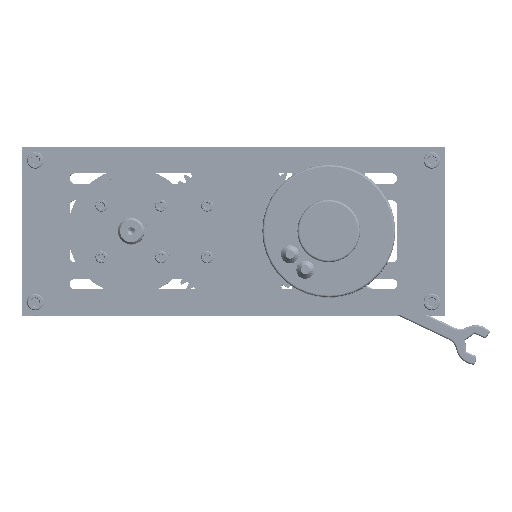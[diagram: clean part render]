
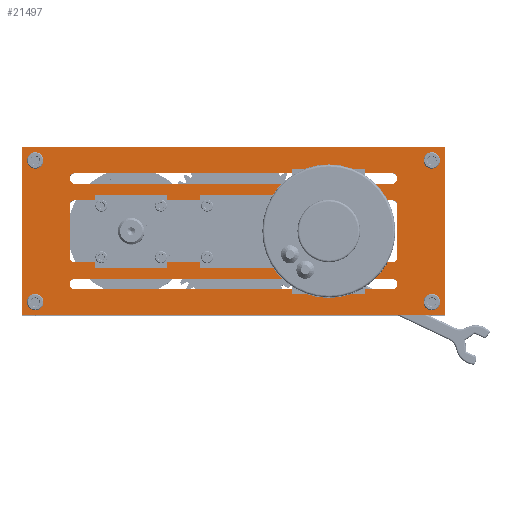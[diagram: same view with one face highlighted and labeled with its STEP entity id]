
A CAD part, top view. The second image highlights one B-rep face of the part: STEP entity #21497.
In plain terms, the highlighted face is planar.
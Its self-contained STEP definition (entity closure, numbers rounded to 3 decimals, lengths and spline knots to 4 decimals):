
#1356=FACE_BOUND($,#3427,.T.);
#1357=FACE_BOUND($,#3428,.T.);
#1358=FACE_BOUND($,#3429,.T.);
#1359=FACE_BOUND($,#3430,.T.);
#1360=FACE_BOUND($,#3431,.T.);
#1361=FACE_BOUND($,#3432,.T.);
#1362=FACE_BOUND($,#3433,.T.);
#1363=FACE_BOUND($,#3434,.T.);
#1832=PLANE($,#22852);
#3427=EDGE_LOOP($,(#14427,#14428,#14429,#14430,#14431,#14432,#14433,#14434));
#3428=EDGE_LOOP($,(#14435,#14436,#14437,#14438));
#3429=EDGE_LOOP($,(#14439,#14440,#14441,#14442));
#3430=EDGE_LOOP($,(#14443));
#3431=EDGE_LOOP($,(#14444));
#3432=EDGE_LOOP($,(#14445));
#3433=EDGE_LOOP($,(#14446));
#3434=EDGE_LOOP($,(#14447,#14448,#14449,#14450));
#5084=LINE($,#32440,#6202);
#5088=LINE($,#32452,#6206);
#5092=LINE($,#32464,#6210);
#5096=LINE($,#32474,#6214);
#5099=LINE($,#32482,#6217);
#5103=LINE($,#32494,#6221);
#5107=LINE($,#32506,#6225);
#5111=LINE($,#32518,#6229);
#5115=LINE($,#32550,#6233);
#5119=LINE($,#32557,#6237);
#5122=LINE($,#32563,#6240);
#5124=LINE($,#32566,#6242);
#6202=VECTOR($,#25651,0.98);
#6206=VECTOR($,#25663,6.);
#6210=VECTOR($,#25675,0.98);
#6214=VECTOR($,#25687,6.);
#6217=VECTOR($,#25692,6.);
#6221=VECTOR($,#25704,6.);
#6225=VECTOR($,#25716,6.);
#6229=VECTOR($,#25728,6.);
#6233=VECTOR($,#25764,3.18);
#6237=VECTOR($,#25770,8.);
#6240=VECTOR($,#25775,3.18);
#6242=VECTOR($,#25779,8.);
#7318=CIRCLE($,#22806,0.1);
#7320=CIRCLE($,#22810,0.1);
#7322=CIRCLE($,#22814,0.1);
#7324=CIRCLE($,#22818,0.1);
#7326=CIRCLE($,#22823,0.1);
#7328=CIRCLE($,#22827,0.1);
#7330=CIRCLE($,#22831,0.1);
#7332=CIRCLE($,#22835,0.1);
#7334=CIRCLE($,#22838,0.1005);
#7336=CIRCLE($,#22841,0.1005);
#7338=CIRCLE($,#22844,0.1005);
#7340=CIRCLE($,#22847,0.1005);
#8749=VERTEX_POINT($,#32431);
#8750=VERTEX_POINT($,#32433);
#8752=VERTEX_POINT($,#32439);
#8754=VERTEX_POINT($,#32445);
#8756=VERTEX_POINT($,#32451);
#8758=VERTEX_POINT($,#32457);
#8760=VERTEX_POINT($,#32463);
#8762=VERTEX_POINT($,#32469);
#8765=VERTEX_POINT($,#32479);
#8766=VERTEX_POINT($,#32481);
#8768=VERTEX_POINT($,#32487);
#8770=VERTEX_POINT($,#32493);
#8773=VERTEX_POINT($,#32503);
#8774=VERTEX_POINT($,#32505);
#8776=VERTEX_POINT($,#32511);
#8778=VERTEX_POINT($,#32517);
#8780=VERTEX_POINT($,#32526);
#8782=VERTEX_POINT($,#32531);
#8784=VERTEX_POINT($,#32536);
#8786=VERTEX_POINT($,#32541);
#8789=VERTEX_POINT($,#32547);
#8790=VERTEX_POINT($,#32549);
#8792=VERTEX_POINT($,#32555);
#8794=VERTEX_POINT($,#32561);
#11114=EDGE_CURVE($,#8750,#8749,#7318,.T.);
#11117=EDGE_CURVE($,#8752,#8750,#5084,.T.);
#11120=EDGE_CURVE($,#8754,#8752,#7320,.T.);
#11123=EDGE_CURVE($,#8756,#8754,#5088,.T.);
#11126=EDGE_CURVE($,#8758,#8756,#7322,.T.);
#11129=EDGE_CURVE($,#8760,#8758,#5092,.T.);
#11132=EDGE_CURVE($,#8762,#8760,#7324,.T.);
#11135=EDGE_CURVE($,#8749,#8762,#5096,.T.);
#11138=EDGE_CURVE($,#8766,#8765,#5099,.T.);
#11141=EDGE_CURVE($,#8768,#8766,#7326,.T.);
#11144=EDGE_CURVE($,#8770,#8768,#5103,.T.);
#11147=EDGE_CURVE($,#8765,#8770,#7328,.T.);
#11150=EDGE_CURVE($,#8774,#8773,#5107,.T.);
#11153=EDGE_CURVE($,#8776,#8774,#7330,.T.);
#11156=EDGE_CURVE($,#8778,#8776,#5111,.T.);
#11159=EDGE_CURVE($,#8773,#8778,#7332,.T.);
#11161=EDGE_CURVE($,#8780,#8780,#7334,.T.);
#11163=EDGE_CURVE($,#8782,#8782,#7336,.T.);
#11165=EDGE_CURVE($,#8784,#8784,#7338,.T.);
#11167=EDGE_CURVE($,#8786,#8786,#7340,.T.);
#11170=EDGE_CURVE($,#8789,#8790,#5115,.T.);
#11174=EDGE_CURVE($,#8792,#8789,#5119,.T.);
#11177=EDGE_CURVE($,#8794,#8792,#5122,.T.);
#11179=EDGE_CURVE($,#8790,#8794,#5124,.T.);
#14427=ORIENTED_EDGE($,*,*,#11114,.T.);
#14428=ORIENTED_EDGE($,*,*,#11135,.T.);
#14429=ORIENTED_EDGE($,*,*,#11132,.T.);
#14430=ORIENTED_EDGE($,*,*,#11129,.T.);
#14431=ORIENTED_EDGE($,*,*,#11126,.T.);
#14432=ORIENTED_EDGE($,*,*,#11123,.T.);
#14433=ORIENTED_EDGE($,*,*,#11120,.T.);
#14434=ORIENTED_EDGE($,*,*,#11117,.T.);
#14435=ORIENTED_EDGE($,*,*,#11138,.T.);
#14436=ORIENTED_EDGE($,*,*,#11147,.T.);
#14437=ORIENTED_EDGE($,*,*,#11144,.T.);
#14438=ORIENTED_EDGE($,*,*,#11141,.T.);
#14439=ORIENTED_EDGE($,*,*,#11150,.T.);
#14440=ORIENTED_EDGE($,*,*,#11159,.T.);
#14441=ORIENTED_EDGE($,*,*,#11156,.T.);
#14442=ORIENTED_EDGE($,*,*,#11153,.T.);
#14443=ORIENTED_EDGE($,*,*,#11161,.T.);
#14444=ORIENTED_EDGE($,*,*,#11163,.T.);
#14445=ORIENTED_EDGE($,*,*,#11165,.T.);
#14446=ORIENTED_EDGE($,*,*,#11167,.T.);
#14447=ORIENTED_EDGE($,*,*,#11179,.F.);
#14448=ORIENTED_EDGE($,*,*,#11170,.F.);
#14449=ORIENTED_EDGE($,*,*,#11174,.F.);
#14450=ORIENTED_EDGE($,*,*,#11177,.F.);
#21497=ADVANCED_FACE($,(#1356,#1357,#1358,#1359,#1360,#1361,#1362,#1363),
#1832,.F.);
#22806=AXIS2_PLACEMENT_3D($,#32434,#25645,#25646);
#22810=AXIS2_PLACEMENT_3D($,#32446,#25657,#25658);
#22814=AXIS2_PLACEMENT_3D($,#32458,#25669,#25670);
#22818=AXIS2_PLACEMENT_3D($,#32470,#25681,#25682);
#22823=AXIS2_PLACEMENT_3D($,#32488,#25698,#25699);
#22827=AXIS2_PLACEMENT_3D($,#32498,#25710,#25711);
#22831=AXIS2_PLACEMENT_3D($,#32512,#25722,#25723);
#22835=AXIS2_PLACEMENT_3D($,#32522,#25734,#25735);
#22838=AXIS2_PLACEMENT_3D($,#32527,#25740,#25741);
#22841=AXIS2_PLACEMENT_3D($,#32532,#25746,#25747);
#22844=AXIS2_PLACEMENT_3D($,#32537,#25752,#25753);
#22847=AXIS2_PLACEMENT_3D($,#32542,#25758,#25759);
#22852=AXIS2_PLACEMENT_3D($,#32567,#25780,#25781);
#25645=DIRECTION('center_axis',(0.,0.,1.));
#25646=DIRECTION('ref_axis',(-1.,0.,0.));
#25651=DIRECTION($,(0.,1.,0.));
#25657=DIRECTION('center_axis',(0.,0.,1.));
#25658=DIRECTION('ref_axis',(0.,1.,0.));
#25663=DIRECTION($,(1.,0.,0.));
#25669=DIRECTION('center_axis',(0.,0.,1.));
#25670=DIRECTION('ref_axis',(1.,0.,0.));
#25675=DIRECTION($,(0.,-1.,0.));
#25681=DIRECTION('center_axis',(0.,0.,1.));
#25682=DIRECTION('ref_axis',(0.,-1.,0.));
#25687=DIRECTION($,(-1.,0.,0.));
#25692=DIRECTION($,(1.,0.,0.));
#25698=DIRECTION('center_axis',(0.,0.,1.));
#25699=DIRECTION('ref_axis',(0.,1.,0.));
#25704=DIRECTION($,(-1.,0.,0.));
#25710=DIRECTION('center_axis',(0.,0.,1.));
#25711=DIRECTION('ref_axis',(0.,-1.,0.));
#25716=DIRECTION($,(-1.,0.,0.));
#25722=DIRECTION('center_axis',(0.,0.,1.));
#25723=DIRECTION('ref_axis',(0.,1.,0.));
#25728=DIRECTION($,(1.,0.,0.));
#25734=DIRECTION('center_axis',(0.,0.,1.));
#25735=DIRECTION('ref_axis',(0.,-1.,0.));
#25740=DIRECTION('center_axis',(0.,0.,1.));
#25741=DIRECTION('ref_axis',(-1.,0.,0.));
#25746=DIRECTION('center_axis',(0.,0.,1.));
#25747=DIRECTION('ref_axis',(-1.,0.,0.));
#25752=DIRECTION('center_axis',(0.,0.,1.));
#25753=DIRECTION('ref_axis',(-1.,0.,0.));
#25758=DIRECTION('center_axis',(0.,0.,1.));
#25759=DIRECTION('ref_axis',(-1.,0.,0.));
#25764=DIRECTION($,(0.,-1.,0.));
#25770=DIRECTION($,(-1.,0.,0.));
#25775=DIRECTION($,(0.,1.,0.));
#25779=DIRECTION($,(1.,0.,0.));
#25780=DIRECTION('center_axis',(0.,0.,1.));
#25781=DIRECTION('ref_axis',(1.,0.,0.));
#32431=CARTESIAN_POINT('',(7.,2.18,0.));
#32433=CARTESIAN_POINT('',(7.1,2.08,0.));
#32434=CARTESIAN_POINT('Origin',(7.,2.08,0.));
#32439=CARTESIAN_POINT('',(7.1,1.1,0.));
#32440=CARTESIAN_POINT($,(7.1,1.835,0.));
#32445=CARTESIAN_POINT('',(7.,1.,0.));
#32446=CARTESIAN_POINT('Origin',(7.,1.1,0.));
#32451=CARTESIAN_POINT('',(1.,1.,0.));
#32452=CARTESIAN_POINT($,(5.5,1.,0.));
#32457=CARTESIAN_POINT('',(0.9,1.1,0.));
#32458=CARTESIAN_POINT('Origin',(1.,1.1,0.));
#32463=CARTESIAN_POINT('',(0.9,2.08,0.));
#32464=CARTESIAN_POINT($,(0.9,1.345,0.));
#32469=CARTESIAN_POINT('',(1.,2.18,0.));
#32470=CARTESIAN_POINT('Origin',(1.,2.08,0.));
#32474=CARTESIAN_POINT($,(2.5,2.18,0.));
#32479=CARTESIAN_POINT('',(7.,2.49,0.));
#32481=CARTESIAN_POINT('',(1.,2.49,0.));
#32482=CARTESIAN_POINT($,(5.5,2.49,0.));
#32487=CARTESIAN_POINT('',(1.,2.69,0.));
#32488=CARTESIAN_POINT('Origin',(1.,2.59,0.));
#32493=CARTESIAN_POINT('',(7.,2.69,0.));
#32494=CARTESIAN_POINT($,(2.5,2.69,0.));
#32498=CARTESIAN_POINT('Origin',(7.,2.59,0.));
#32503=CARTESIAN_POINT('',(1.,0.69,0.));
#32505=CARTESIAN_POINT('',(7.,0.69,0.));
#32506=CARTESIAN_POINT($,(2.5,0.69,0.));
#32511=CARTESIAN_POINT('',(7.,0.49,0.));
#32512=CARTESIAN_POINT('Origin',(7.,0.59,0.));
#32517=CARTESIAN_POINT('',(1.,0.49,0.));
#32518=CARTESIAN_POINT($,(5.5,0.49,0.));
#32522=CARTESIAN_POINT('Origin',(1.,0.59,0.));
#32526=CARTESIAN_POINT('',(0.3505,2.93,0.));
#32527=CARTESIAN_POINT('Origin',(0.25,2.93,0.));
#32531=CARTESIAN_POINT('',(7.8505,2.93,0.));
#32532=CARTESIAN_POINT('Origin',(7.75,2.93,0.));
#32536=CARTESIAN_POINT('',(7.8505,0.25,0.));
#32537=CARTESIAN_POINT('Origin',(7.75,0.25,0.));
#32541=CARTESIAN_POINT('',(0.3505,0.25,0.));
#32542=CARTESIAN_POINT('Origin',(0.25,0.25,0.));
#32547=CARTESIAN_POINT('',(0.,3.18,0.));
#32549=CARTESIAN_POINT('',(0.,0.,0.));
#32550=CARTESIAN_POINT($,(0.,3.18,0.));
#32555=CARTESIAN_POINT('',(8.,3.18,0.));
#32557=CARTESIAN_POINT($,(8.,3.18,0.));
#32561=CARTESIAN_POINT('',(8.,0.,0.));
#32563=CARTESIAN_POINT($,(8.,0.,0.));
#32566=CARTESIAN_POINT($,(0.,0.,0.));
#32567=CARTESIAN_POINT('Origin',(4.,1.59,0.));
